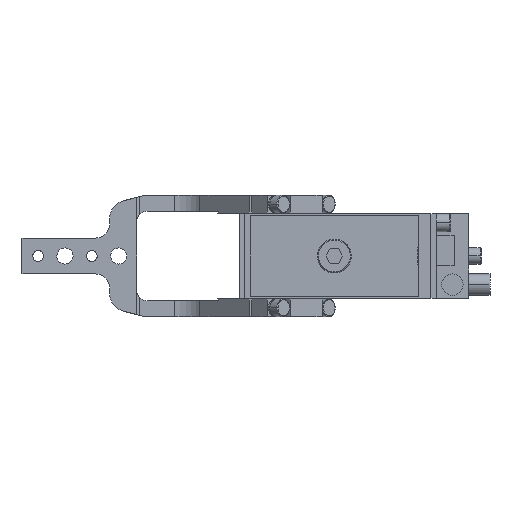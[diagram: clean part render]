
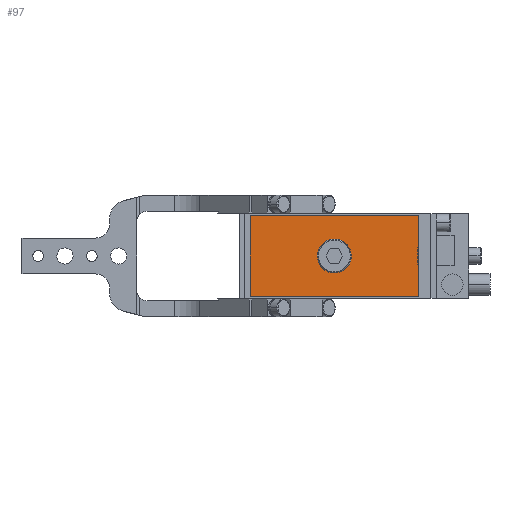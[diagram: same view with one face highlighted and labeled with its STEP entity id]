
A CAD part, left-side view. The second image highlights one B-rep face of the part: STEP entity #97.
In plain terms, the highlighted planar face has unit normal (-1, 0, 0).
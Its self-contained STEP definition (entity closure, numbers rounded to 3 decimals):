
#35=AXIS2_PLACEMENT_3D('Plane Axis2P3D',#32,#33,#34) ;
#81=AXIS2_PLACEMENT_3D('Circle Axis2P3D',#79,#80,$) ;
#90=AXIS2_PLACEMENT_3D('Circle Axis2P3D',#88,#89,$) ;
#32=CARTESIAN_POINT('Axis2P3D Location',(-269.5,0.,0.)) ;
#37=CARTESIAN_POINT('Line Origine',(-269.5,-77.5,11.25)) ;
#41=CARTESIAN_POINT('Vertex',(-269.5,-77.5,0.)) ;
#43=CARTESIAN_POINT('Vertex',(-269.5,-77.5,22.5)) ;
#46=CARTESIAN_POINT('Line Origine',(-269.5,-30.5,22.5)) ;
#50=CARTESIAN_POINT('Vertex',(-269.5,16.5,22.5)) ;
#53=CARTESIAN_POINT('Line Origine',(-269.5,16.5,0.)) ;
#57=CARTESIAN_POINT('Vertex',(-269.5,16.5,-22.5)) ;
#60=CARTESIAN_POINT('Line Origine',(-269.5,-30.5,-22.5)) ;
#64=CARTESIAN_POINT('Vertex',(-269.5,-77.5,-22.5)) ;
#67=CARTESIAN_POINT('Line Origine',(-269.5,-77.5,-11.25)) ;
#79=CARTESIAN_POINT('Axis2P3D Location',(-269.5,-30.5,0.)) ;
#83=CARTESIAN_POINT('Vertex',(-269.5,-38.837,-4.555)) ;
#85=CARTESIAN_POINT('Vertex',(-269.5,-22.163,4.555)) ;
#88=CARTESIAN_POINT('Axis2P3D Location',(-269.5,-30.5,0.)) ;
#33=DIRECTION('Axis2P3D Direction',(-1.,0.,0.)) ;
#34=DIRECTION('Axis2P3D XDirection',(0.,-1.,0.)) ;
#38=DIRECTION('Vector Direction',(0.,0.,1.)) ;
#47=DIRECTION('Vector Direction',(0.,1.,0.)) ;
#54=DIRECTION('Vector Direction',(0.,0.,-1.)) ;
#61=DIRECTION('Vector Direction',(0.,-1.,0.)) ;
#68=DIRECTION('Vector Direction',(0.,0.,1.)) ;
#80=DIRECTION('Axis2P3D Direction',(-1.,0.,0.)) ;
#89=DIRECTION('Axis2P3D Direction',(-1.,0.,0.)) ;
#39=VECTOR('Line Direction',#38,1.) ;
#48=VECTOR('Line Direction',#47,1.) ;
#55=VECTOR('Line Direction',#54,1.) ;
#62=VECTOR('Line Direction',#61,1.) ;
#69=VECTOR('Line Direction',#68,1.) ;
#73=ORIENTED_EDGE('',*,*,#45,.T.) ;
#74=ORIENTED_EDGE('',*,*,#52,.T.) ;
#75=ORIENTED_EDGE('',*,*,#59,.T.) ;
#76=ORIENTED_EDGE('',*,*,#66,.T.) ;
#77=ORIENTED_EDGE('',*,*,#71,.T.) ;
#94=ORIENTED_EDGE('',*,*,#87,.F.) ;
#95=ORIENTED_EDGE('',*,*,#92,.F.) ;
#96=FACE_BOUND('',#93,.T.) ;
#97=ADVANCED_FACE('V_V2_50_1_BR2_A00_T12_TUENKERS',(#78,#96),#36,.T.) ;
#82=CIRCLE('generated circle',#81,9.5) ;
#91=CIRCLE('generated circle',#90,9.5) ;
#45=EDGE_CURVE('',#42,#44,#40,.T.) ;
#52=EDGE_CURVE('',#44,#51,#49,.T.) ;
#59=EDGE_CURVE('',#51,#58,#56,.T.) ;
#66=EDGE_CURVE('',#58,#65,#63,.T.) ;
#71=EDGE_CURVE('',#65,#42,#70,.T.) ;
#87=EDGE_CURVE('',#84,#86,#82,.T.) ;
#92=EDGE_CURVE('',#86,#84,#91,.T.) ;
#72=EDGE_LOOP('',(#73,#74,#75,#76,#77)) ;
#93=EDGE_LOOP('',(#94,#95)) ;
#78=FACE_OUTER_BOUND('',#72,.T.) ;
#40=LINE('Line',#37,#39) ;
#49=LINE('Line',#46,#48) ;
#56=LINE('Line',#53,#55) ;
#63=LINE('Line',#60,#62) ;
#70=LINE('Line',#67,#69) ;
#36=PLANE('Plane',#35) ;
#42=VERTEX_POINT('',#41) ;
#44=VERTEX_POINT('',#43) ;
#51=VERTEX_POINT('',#50) ;
#58=VERTEX_POINT('',#57) ;
#65=VERTEX_POINT('',#64) ;
#84=VERTEX_POINT('',#83) ;
#86=VERTEX_POINT('',#85) ;
